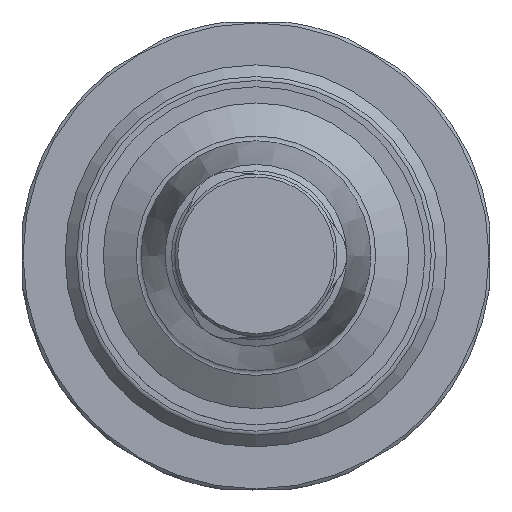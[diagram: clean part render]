
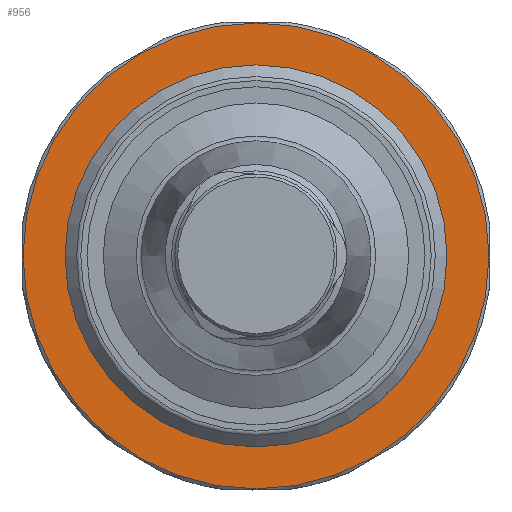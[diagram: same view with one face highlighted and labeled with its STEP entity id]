
A CAD part, top view. The second image highlights one B-rep face of the part: STEP entity #956.
In plain terms, the highlighted planar face has unit normal (0, 0, 1).
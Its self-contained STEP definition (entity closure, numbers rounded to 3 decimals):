
#320=ORIENTED_EDGE('',*,*,#501,.T.);
#321=ORIENTED_EDGE('',*,*,#502,.F.);
#501=EDGE_CURVE('',#609,#609,#682,.T.);
#502=EDGE_CURVE('',#610,#610,#683,.T.);
#609=VERTEX_POINT('',#1688);
#610=VERTEX_POINT('',#1691);
#682=CIRCLE('',#1073,19.65);
#683=CIRCLE('',#1075,24.4);
#771=EDGE_LOOP('',(#320));
#772=EDGE_LOOP('',(#321));
#867=FACE_BOUND('',#771,.T.);
#868=FACE_BOUND('',#772,.T.);
#900=PLANE('',#1074);
#956=ADVANCED_FACE('',(#867,#868),#900,.F.);
#1073=AXIS2_PLACEMENT_3D('',#1687,#1293,#1294);
#1074=AXIS2_PLACEMENT_3D('',#1689,#1295,#1296);
#1075=AXIS2_PLACEMENT_3D('',#1690,#1297,#1298);
#1293=DIRECTION('',(0.,0.,-1.));
#1294=DIRECTION('',(1.,0.,0.));
#1295=DIRECTION('',(0.,0.,-1.));
#1296=DIRECTION('',(1.,0.,0.));
#1297=DIRECTION('',(0.,0.,-1.));
#1298=DIRECTION('',(1.,0.,0.));
#1687=CARTESIAN_POINT('',(0.,0.,-10.994));
#1688=CARTESIAN_POINT('',(19.65,0.,-10.994));
#1689=CARTESIAN_POINT('',(19.65,0.,-10.994));
#1690=CARTESIAN_POINT('',(0.,0.,-10.994));
#1691=CARTESIAN_POINT('',(24.4,0.,-10.994));
